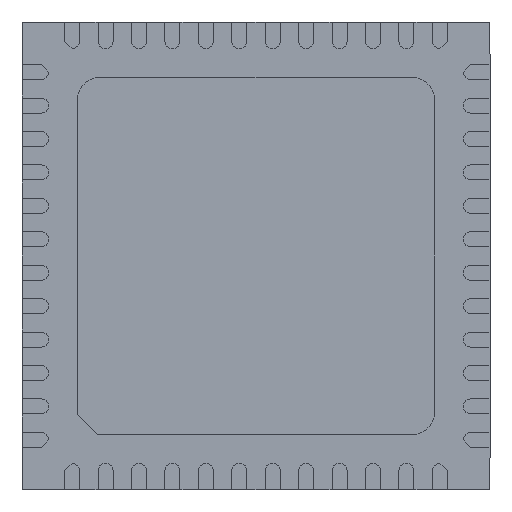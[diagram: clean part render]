
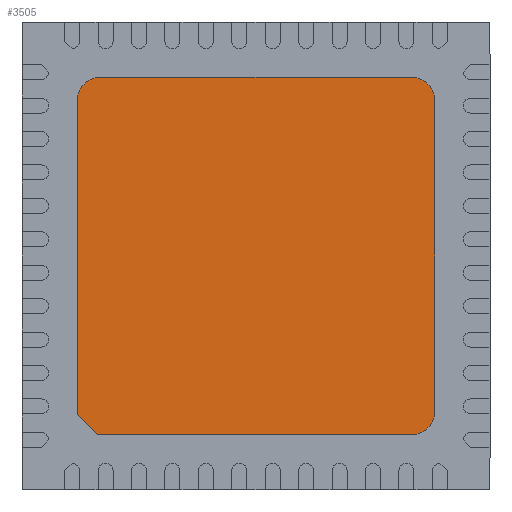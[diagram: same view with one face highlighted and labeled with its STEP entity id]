
A CAD part, front view. The second image highlights one B-rep face of the part: STEP entity #3505.
In plain terms, the highlighted planar face has unit normal (0, -1, 0).
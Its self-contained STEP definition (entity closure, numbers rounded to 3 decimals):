
#551 = FACE_OUTER_BOUND ( 'NONE', #3253, .T. ) ;
#560 = EDGE_CURVE ( 'NONE', #2711, #13157, #14070, .T. ) ;
#616 = EDGE_CURVE ( 'NONE', #6143, #8529, #8048, .T. ) ;
#850 = LINE ( 'NONE', #8149, #6760 ) ;
#1165 = CARTESIAN_POINT ( 'NONE',  ( 2.675, 0., 2.325 ) ) ;
#1255 = CARTESIAN_POINT ( 'NONE',  ( 2.325, 0., 2.675 ) ) ;
#1351 = CARTESIAN_POINT ( 'NONE',  ( 2.325, 0., -2.325 ) ) ;
#1545 = DIRECTION ( 'NONE',  ( 0.707, 0., -0.707 ) ) ;
#2441 = AXIS2_PLACEMENT_3D ( 'NONE', #6815, #11868, #14503 ) ;
#2711 = VERTEX_POINT ( 'NONE', #1165 ) ;
#2766 = ORIENTED_EDGE ( 'NONE', *, *, #13779, .T. ) ;
#2981 = VECTOR ( 'NONE', #12431, 1000. ) ;
#3067 = AXIS2_PLACEMENT_3D ( 'NONE', #1351, #3945, #5169 ) ;
#3100 = DIRECTION ( 'NONE',  ( -1., 0., 0. ) ) ;
#3253 = EDGE_LOOP ( 'NONE', ( #12969, #7218, #10571, #8012, #9327, #4903, #5121, #2766 ) ) ;
#3379 = CARTESIAN_POINT ( 'NONE',  ( 2.325, 0., -2.675 ) ) ;
#3505 = ADVANCED_FACE ( 'NONE', ( #551 ), #14061, .T. ) ;
#3945 = DIRECTION ( 'NONE',  ( 0., -1., 0. ) ) ;
#4126 = DIRECTION ( 'NONE',  ( 0., -1., 0. ) ) ;
#4661 = CARTESIAN_POINT ( 'NONE',  ( -2.525, 0., -2.525 ) ) ;
#4903 = ORIENTED_EDGE ( 'NONE', *, *, #616, .T. ) ;
#5121 = ORIENTED_EDGE ( 'NONE', *, *, #15955, .T. ) ;
#5169 = DIRECTION ( 'NONE',  ( 0., 0., -1. ) ) ;
#5367 = DIRECTION ( 'NONE',  ( 0., 0., -1. ) ) ;
#5846 = AXIS2_PLACEMENT_3D ( 'NONE', #7703, #11749, #5367 ) ;
#6143 = VERTEX_POINT ( 'NONE', #12102 ) ;
#6760 = VECTOR ( 'NONE', #10542, 1000. ) ;
#6779 = VECTOR ( 'NONE', #16611, 1000. ) ;
#6815 = CARTESIAN_POINT ( 'NONE',  ( -2.325, 0., 2.325 ) ) ;
#6860 = LINE ( 'NONE', #13690, #6779 ) ;
#7218 = ORIENTED_EDGE ( 'NONE', *, *, #9220, .T. ) ;
#7471 = DIRECTION ( 'NONE',  ( 0., 0., -1. ) ) ;
#7703 = CARTESIAN_POINT ( 'NONE',  ( 0., 0., 0. ) ) ;
#8012 = ORIENTED_EDGE ( 'NONE', *, *, #560, .T. ) ;
#8048 = CIRCLE ( 'NONE', #2441, 0.35 ) ;
#8149 = CARTESIAN_POINT ( 'NONE',  ( 2.675, 0., -2.675 ) ) ;
#8529 = VERTEX_POINT ( 'NONE', #8715 ) ;
#8651 = VERTEX_POINT ( 'NONE', #14763 ) ;
#8674 = VERTEX_POINT ( 'NONE', #11385 ) ;
#8715 = CARTESIAN_POINT ( 'NONE',  ( -2.675, 0., 2.325 ) ) ;
#8802 = VECTOR ( 'NONE', #1545, 1000. ) ;
#9220 = EDGE_CURVE ( 'NONE', #11293, #8651, #10668, .T. ) ;
#9327 = ORIENTED_EDGE ( 'NONE', *, *, #11406, .T. ) ;
#9839 = AXIS2_PLACEMENT_3D ( 'NONE', #15410, #4126, #7471 ) ;
#9943 = EDGE_CURVE ( 'NONE', #8651, #2711, #6860, .T. ) ;
#10017 = VECTOR ( 'NONE', #3100, 1000. ) ;
#10204 = LINE ( 'NONE', #16408, #10017 ) ;
#10542 = DIRECTION ( 'NONE',  ( 1., 0., 0. ) ) ;
#10571 = ORIENTED_EDGE ( 'NONE', *, *, #9943, .T. ) ;
#10668 = CIRCLE ( 'NONE', #3067, 0.35 ) ;
#11293 = VERTEX_POINT ( 'NONE', #3379 ) ;
#11385 = CARTESIAN_POINT ( 'NONE',  ( -2.675, 0., -2.375 ) ) ;
#11406 = EDGE_CURVE ( 'NONE', #13157, #6143, #10204, .T. ) ;
#11749 = DIRECTION ( 'NONE',  ( 0., -1., 0. ) ) ;
#11868 = DIRECTION ( 'NONE',  ( 0., -1., 0. ) ) ;
#12102 = CARTESIAN_POINT ( 'NONE',  ( -2.325, 0., 2.675 ) ) ;
#12431 = DIRECTION ( 'NONE',  ( 0., 0., -1. ) ) ;
#12550 = VERTEX_POINT ( 'NONE', #14598 ) ;
#12597 = EDGE_CURVE ( 'NONE', #12550, #11293, #850, .T. ) ;
#12969 = ORIENTED_EDGE ( 'NONE', *, *, #12597, .T. ) ;
#13157 = VERTEX_POINT ( 'NONE', #1255 ) ;
#13690 = CARTESIAN_POINT ( 'NONE',  ( 2.675, 0., -2.675 ) ) ;
#13779 = EDGE_CURVE ( 'NONE', #8674, #12550, #14548, .T. ) ;
#14061 = PLANE ( 'NONE',  #5846 ) ;
#14070 = CIRCLE ( 'NONE', #9839, 0.35 ) ;
#14114 = LINE ( 'NONE', #14713, #2981 ) ;
#14503 = DIRECTION ( 'NONE',  ( 0., 0., -1. ) ) ;
#14548 = LINE ( 'NONE', #4661, #8802 ) ;
#14598 = CARTESIAN_POINT ( 'NONE',  ( -2.375, 0., -2.675 ) ) ;
#14713 = CARTESIAN_POINT ( 'NONE',  ( -2.675, 0., -2.675 ) ) ;
#14763 = CARTESIAN_POINT ( 'NONE',  ( 2.675, 0., -2.325 ) ) ;
#15410 = CARTESIAN_POINT ( 'NONE',  ( 2.325, 0., 2.325 ) ) ;
#15955 = EDGE_CURVE ( 'NONE', #8529, #8674, #14114, .T. ) ;
#16408 = CARTESIAN_POINT ( 'NONE',  ( 2.675, 0., 2.675 ) ) ;
#16611 = DIRECTION ( 'NONE',  ( 0., 0., 1. ) ) ;
